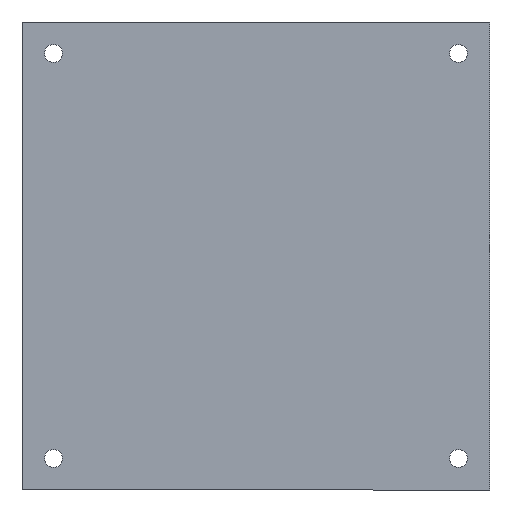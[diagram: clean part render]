
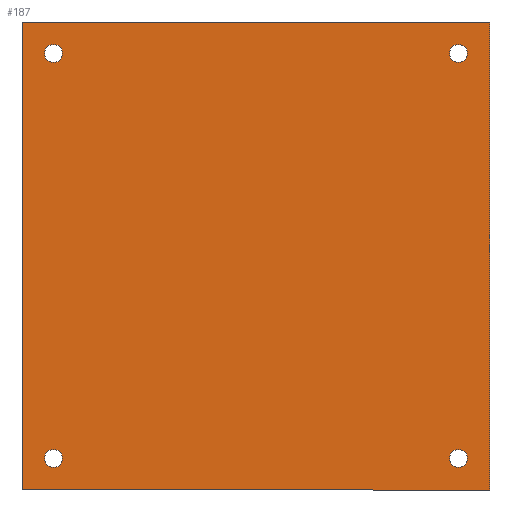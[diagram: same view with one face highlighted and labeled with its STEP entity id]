
A CAD part, front view. The second image highlights one B-rep face of the part: STEP entity #187.
In plain terms, the highlighted planar face has unit normal (0, -1, 0).
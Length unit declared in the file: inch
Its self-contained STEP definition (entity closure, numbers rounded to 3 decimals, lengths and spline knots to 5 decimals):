
#27 = CARTESIAN_POINT ( 'NONE',  ( -6.5, 0., -6.5 ) ) ;
#29 = ORIENTED_EDGE ( 'NONE', *, *, #117, .F. ) ;
#40 = CARTESIAN_POINT ( 'NONE',  ( 5.625, 0., -5.375 ) ) ;
#43 = ORIENTED_EDGE ( 'NONE', *, *, #128, .F. ) ;
#52 = ORIENTED_EDGE ( 'NONE', *, *, #303, .F. ) ;
#66 = AXIS2_PLACEMENT_3D ( 'NONE', #330, #376, #425 ) ;
#74 = VERTEX_POINT ( 'NONE', #393 ) ;
#76 = DIRECTION ( 'NONE',  ( 0., 0., 1. ) ) ;
#83 = CARTESIAN_POINT ( 'NONE',  ( 6.5, 0., -6.5 ) ) ;
#86 = CARTESIAN_POINT ( 'NONE',  ( 5.625, 0., 5.625 ) ) ;
#87 = CARTESIAN_POINT ( 'NONE',  ( -6.5, 0., -6.5 ) ) ;
#88 = VERTEX_POINT ( 'NONE', #40 ) ;
#95 = VECTOR ( 'NONE', #76, 39.37008 ) ;
#100 = DIRECTION ( 'NONE',  ( 0., 1., 0. ) ) ;
#107 = CARTESIAN_POINT ( 'NONE',  ( -6.5, 0., 6.5 ) ) ;
#117 = EDGE_CURVE ( 'NONE', #465, #74, #379, .T. ) ;
#119 = CARTESIAN_POINT ( 'NONE',  ( -6.5, 0., -6.5 ) ) ;
#121 = AXIS2_PLACEMENT_3D ( 'NONE', #175, #390, #208 ) ;
#123 = LINE ( 'NONE', #191, #353 ) ;
#128 = EDGE_CURVE ( 'NONE', #300, #195, #295, .T. ) ;
#132 = CIRCLE ( 'NONE', #311, 0.25 ) ;
#134 = FACE_BOUND ( 'NONE', #407, .T. ) ;
#137 = EDGE_LOOP ( 'NONE', ( #29, #52, #43, #389 ) ) ;
#140 = CARTESIAN_POINT ( 'NONE',  ( 5.625, 0., -5.625 ) ) ;
#147 = CARTESIAN_POINT ( 'NONE',  ( -5.625, 0., 5.875 ) ) ;
#157 = DIRECTION ( 'NONE',  ( 0., -1., 0. ) ) ;
#175 = CARTESIAN_POINT ( 'NONE',  ( -5.625, 0., 5.625 ) ) ;
#187 = ADVANCED_FACE ( 'NONE', ( #222, #347, #134, #447, #298 ), #223, .T. ) ;
#191 = CARTESIAN_POINT ( 'NONE',  ( 6.5, 0., 6.5 ) ) ;
#193 = DIRECTION ( 'NONE',  ( 1., 0., 0. ) ) ;
#195 = VERTEX_POINT ( 'NONE', #351 ) ;
#196 = DIRECTION ( 'NONE',  ( 0., 1., 0. ) ) ;
#207 = EDGE_LOOP ( 'NONE', ( #437 ) ) ;
#208 = DIRECTION ( 'NONE',  ( 0., 0., 1. ) ) ;
#222 = FACE_OUTER_BOUND ( 'NONE', #137, .T. ) ;
#223 = PLANE ( 'NONE',  #327 ) ;
#226 = AXIS2_PLACEMENT_3D ( 'NONE', #140, #100, #496 ) ;
#227 = CIRCLE ( 'NONE', #121, 0.25 ) ;
#246 = EDGE_CURVE ( 'NONE', #438, #438, #132, .T. ) ;
#247 = EDGE_LOOP ( 'NONE', ( #451 ) ) ;
#272 = CARTESIAN_POINT ( 'NONE',  ( 5.625, 0., 5.875 ) ) ;
#294 = VECTOR ( 'NONE', #443, 39.37008 ) ;
#295 = LINE ( 'NONE', #107, #95 ) ;
#298 = FACE_BOUND ( 'NONE', #207, .T. ) ;
#300 = VERTEX_POINT ( 'NONE', #119 ) ;
#303 = EDGE_CURVE ( 'NONE', #195, #465, #123, .T. ) ;
#311 = AXIS2_PLACEMENT_3D ( 'NONE', #86, #196, #499 ) ;
#319 = VERTEX_POINT ( 'NONE', #360 ) ;
#320 = DIRECTION ( 'NONE',  ( 0., 0., -1. ) ) ;
#327 = AXIS2_PLACEMENT_3D ( 'NONE', #87, #157, #320 ) ;
#330 = CARTESIAN_POINT ( 'NONE',  ( -5.625, 0., -5.625 ) ) ;
#337 = ORIENTED_EDGE ( 'NONE', *, *, #495, .T. ) ;
#338 = CARTESIAN_POINT ( 'NONE',  ( 6.5, 0., 6.5 ) ) ;
#345 = EDGE_CURVE ( 'NONE', #319, #319, #431, .T. ) ;
#346 = CIRCLE ( 'NONE', #226, 0.25 ) ;
#347 = FACE_BOUND ( 'NONE', #405, .T. ) ;
#351 = CARTESIAN_POINT ( 'NONE',  ( -6.5, 0., 6.5 ) ) ;
#353 = VECTOR ( 'NONE', #193, 39.37008 ) ;
#360 = CARTESIAN_POINT ( 'NONE',  ( -5.625, 0., -5.375 ) ) ;
#369 = LINE ( 'NONE', #27, #294 ) ;
#376 = DIRECTION ( 'NONE',  ( 0., 1., 0. ) ) ;
#379 = LINE ( 'NONE', #83, #470 ) ;
#389 = ORIENTED_EDGE ( 'NONE', *, *, #503, .F. ) ;
#390 = DIRECTION ( 'NONE',  ( 0., 1., 0. ) ) ;
#392 = ORIENTED_EDGE ( 'NONE', *, *, #246, .T. ) ;
#393 = CARTESIAN_POINT ( 'NONE',  ( 6.5, 0., -6.5 ) ) ;
#403 = DIRECTION ( 'NONE',  ( 0., 0., -1. ) ) ;
#405 = EDGE_LOOP ( 'NONE', ( #392 ) ) ;
#407 = EDGE_LOOP ( 'NONE', ( #337 ) ) ;
#418 = EDGE_CURVE ( 'NONE', #467, #467, #227, .T. ) ;
#425 = DIRECTION ( 'NONE',  ( 0., 0., 1. ) ) ;
#431 = CIRCLE ( 'NONE', #66, 0.25 ) ;
#437 = ORIENTED_EDGE ( 'NONE', *, *, #418, .T. ) ;
#438 = VERTEX_POINT ( 'NONE', #272 ) ;
#443 = DIRECTION ( 'NONE',  ( -1., 0., 0. ) ) ;
#447 = FACE_BOUND ( 'NONE', #247, .T. ) ;
#451 = ORIENTED_EDGE ( 'NONE', *, *, #345, .T. ) ;
#465 = VERTEX_POINT ( 'NONE', #338 ) ;
#467 = VERTEX_POINT ( 'NONE', #147 ) ;
#470 = VECTOR ( 'NONE', #403, 39.37008 ) ;
#495 = EDGE_CURVE ( 'NONE', #88, #88, #346, .T. ) ;
#496 = DIRECTION ( 'NONE',  ( 0., 0., 1. ) ) ;
#499 = DIRECTION ( 'NONE',  ( 0., 0., 1. ) ) ;
#503 = EDGE_CURVE ( 'NONE', #74, #300, #369, .T. ) ;
